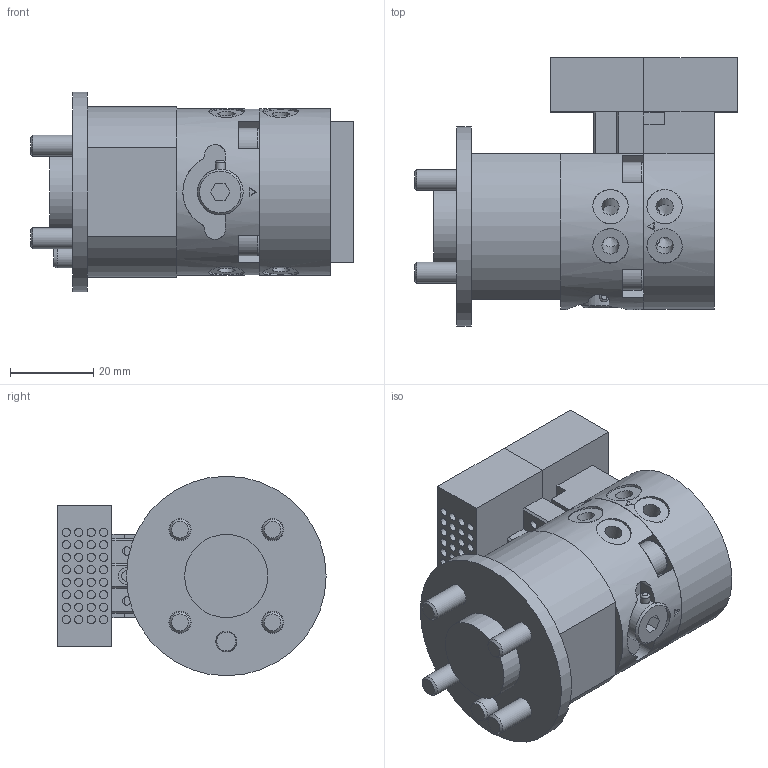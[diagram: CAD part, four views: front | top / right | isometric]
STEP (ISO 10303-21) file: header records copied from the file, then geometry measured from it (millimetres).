
FILE_DESCRIPTION(/* description */ (''),/* implementation_level */ '2;1');
FILE_NAME(/* name */ 'schnellwechsler.stp',/* time_stamp */ '2025-11-06T11:17:57+01:00',/* author */ ('peter'),/* organization */ (''),/* preprocessor_version */ 'ST-DEVELOPER v20.1',/* originating_system */ 'Autodesk Inventor 2026',/* authorisation */ '');
FILE_SCHEMA (('AUTOMOTIVE_DESIGN { 1 0 10303 214 3 1 1 }'));
Length unit declared in the file: millimetre
Products named in the file (8): GesamtbaugruppeGreifer; VerbindungselementRoboter; WER2000FSI32-05-B; HWR2000_Festteil_HWR2031F1; ISO 4762 - M5 x 50; ISO 2338 - 5 h8 x 10; HWR2000_Losteil_HWR2031L1; WER2000LSI32-05
Assembly tree (11 placements, depth 2):
  GesamtbaugruppeGreifer
    VerbindungselementRoboter
    WER2000FSI32-05-B
    HWR2000_Festteil_HWR2031F1
    ISO 2338 - 5 h8 x 10  x2
    ISO 4762 - M5 x 50  x4
    HWR2000_Losteil_HWR2031L1
    WER2000LSI32-05
Bounding box: 77.6 x 64.5 x 48 mm (x, y, z)
Volume: 94682.4 mm3; surface area: 43924.1 mm2
Topology: 11 solids, 16 shells, 743 faces, 1493 edges, 978 vertices
Faces by surface type: plane 337, cylinder 279, cone 77, bspline 32, torus 18
Full cylindrical faces by diameter (mm): 1.02 x32, 2 x96, 2.013 x2, 2.2 x32, 2.3 x1, 2.45 x4, 2.459 x5, 2.5 x12, 3.242 x1, 4 x5, 4.134 x12, 5 x13, 5.006 x1, 5.3 x8, 8.5 x12, 9 x1, 15 x2, 20 x2, 20.003 x1, 20.011 x1, 48 x1
Entity records: 19645 total; most frequent: CARTESIAN_POINT 4409, DIRECTION 3386, ORIENTED_EDGE 2700, AXIS2_PLACEMENT_3D 1409, EDGE_CURVE 1350, EDGE_LOOP 954, VERTEX_POINT 902, CIRCLE 721
